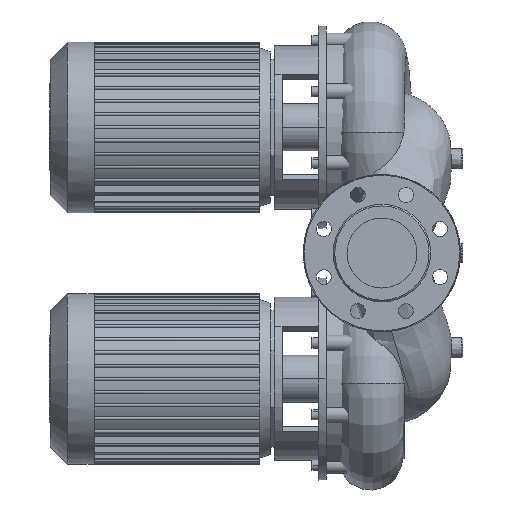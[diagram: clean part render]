
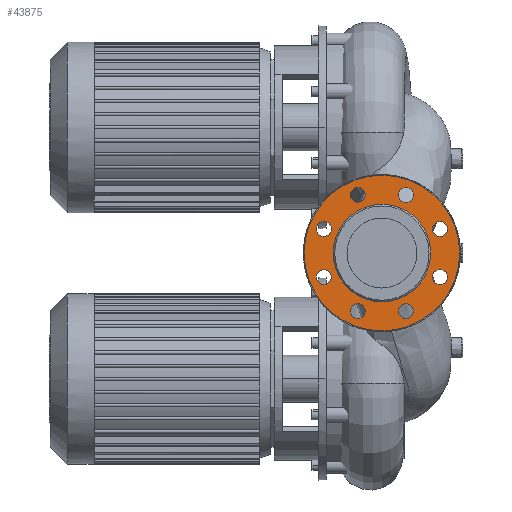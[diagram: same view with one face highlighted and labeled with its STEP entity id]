
A CAD part, left-side view. The second image highlights one B-rep face of the part: STEP entity #43875.
In plain terms, the highlighted free-form (B-spline) face has degree [1, 1] with [2, 2] control points.
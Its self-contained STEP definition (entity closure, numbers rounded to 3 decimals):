
#42806=CARTESIAN_POINT('',(2.,0.,-99.));
#42807=VERTEX_POINT('',#42806);
#42823=CARTESIAN_POINT('',(2.,0.,99.));
#42824=VERTEX_POINT('',#42823);
#42832=CARTESIAN_POINT('',(2.,-99.,0.0));
#42833=VERTEX_POINT('',#42832);
#42834=CARTESIAN_POINT('',(2.,0.,0.0));
#42835=DIRECTION('',(-1.0,0.0,0.0));
#42836=DIRECTION('',(0.0,-1.0,0.0));
#42837=AXIS2_PLACEMENT_3D('',#42834,#42835,#42836);
#42838=CIRCLE('',#42837,99.);
#42839=EDGE_CURVE('',#42833,#42824,#42838,.T.);
#42841=CARTESIAN_POINT('',(2.,0.,0.0));
#42842=DIRECTION('',(-1.0,0.0,0.0));
#42843=DIRECTION('',(0.0,-1.0,0.0));
#42844=AXIS2_PLACEMENT_3D('',#42841,#42842,#42843);
#42845=CIRCLE('',#42844,99.);
#42846=EDGE_CURVE('',#42807,#42833,#42845,.T.);
#42877=CARTESIAN_POINT('',(2.,-62.,0.0));
#42878=VERTEX_POINT('',#42877);
#42887=CARTESIAN_POINT('',(2.,62.,0.));
#42888=VERTEX_POINT('',#42887);
#42889=CARTESIAN_POINT('',(2.,0.,0.0));
#42890=DIRECTION('',(-1.0,0.0,0.0));
#42891=DIRECTION('',(0.0,-1.0,0.0));
#42892=AXIS2_PLACEMENT_3D('',#42889,#42890,#42891);
#42893=CIRCLE('',#42892,62.);
#42894=EDGE_CURVE('',#42878,#42888,#42893,.T.);
#42940=CARTESIAN_POINT('',(2.,-73.91,21.115));
#42941=VERTEX_POINT('',#42940);
#42950=CARTESIAN_POINT('',(2.,-73.91,40.115));
#42951=VERTEX_POINT('',#42950);
#42952=CARTESIAN_POINT('',(2.,-73.91,30.615));
#42953=DIRECTION('',(-1.0,0.0,0.0));
#42954=DIRECTION('',(0.0,0.0,-1.0));
#42955=AXIS2_PLACEMENT_3D('',#42952,#42953,#42954);
#42956=CIRCLE('',#42955,9.5);
#42957=EDGE_CURVE('',#42941,#42951,#42956,.T.);
#43003=CARTESIAN_POINT('',(2.,-37.332,67.193));
#43004=VERTEX_POINT('',#43003);
#43013=CARTESIAN_POINT('',(2.,-23.897,80.628));
#43014=VERTEX_POINT('',#43013);
#43015=CARTESIAN_POINT('',(2.,-30.615,73.91));
#43016=DIRECTION('',(-1.,0.,0.));
#43017=DIRECTION('',(0.,-0.707,-0.707));
#43018=AXIS2_PLACEMENT_3D('',#43015,#43016,#43017);
#43019=CIRCLE('',#43018,9.5);
#43020=EDGE_CURVE('',#43004,#43014,#43019,.T.);
#43066=CARTESIAN_POINT('',(2.,21.115,73.91));
#43067=VERTEX_POINT('',#43066);
#43076=CARTESIAN_POINT('',(2.,40.115,73.91));
#43077=VERTEX_POINT('',#43076);
#43078=CARTESIAN_POINT('',(2.,30.615,73.91));
#43079=DIRECTION('',(-1.0,0.0,0.0));
#43080=DIRECTION('',(0.0,-1.0,0.0));
#43081=AXIS2_PLACEMENT_3D('',#43078,#43079,#43080);
#43082=CIRCLE('',#43081,9.5);
#43083=EDGE_CURVE('',#43067,#43077,#43082,.T.);
#43129=CARTESIAN_POINT('',(2.,67.193,37.332));
#43130=VERTEX_POINT('',#43129);
#43139=CARTESIAN_POINT('',(2.,80.628,23.897));
#43140=VERTEX_POINT('',#43139);
#43141=CARTESIAN_POINT('',(2.,73.91,30.615));
#43142=DIRECTION('',(-1.,0.,0.));
#43143=DIRECTION('',(0.,-0.707,0.707));
#43144=AXIS2_PLACEMENT_3D('',#43141,#43142,#43143);
#43145=CIRCLE('',#43144,9.5);
#43146=EDGE_CURVE('',#43130,#43140,#43145,.T.);
#43192=CARTESIAN_POINT('',(2.,73.91,-21.115));
#43193=VERTEX_POINT('',#43192);
#43202=CARTESIAN_POINT('',(2.,73.91,-40.115));
#43203=VERTEX_POINT('',#43202);
#43204=CARTESIAN_POINT('',(2.,73.91,-30.615));
#43205=DIRECTION('',(-1.0,0.0,0.0));
#43206=DIRECTION('',(0.0,0.0,1.0));
#43207=AXIS2_PLACEMENT_3D('',#43204,#43205,#43206);
#43208=CIRCLE('',#43207,9.5);
#43209=EDGE_CURVE('',#43193,#43203,#43208,.T.);
#43255=CARTESIAN_POINT('',(2.,37.332,-67.193));
#43256=VERTEX_POINT('',#43255);
#43265=CARTESIAN_POINT('',(2.,23.897,-80.628));
#43266=VERTEX_POINT('',#43265);
#43267=CARTESIAN_POINT('',(2.,30.615,-73.91));
#43268=DIRECTION('',(-1.0,0.,0.));
#43269=DIRECTION('',(0.,0.707,0.707));
#43270=AXIS2_PLACEMENT_3D('',#43267,#43268,#43269);
#43271=CIRCLE('',#43270,9.5);
#43272=EDGE_CURVE('',#43256,#43266,#43271,.T.);
#43318=CARTESIAN_POINT('',(2.,-21.115,-73.91));
#43319=VERTEX_POINT('',#43318);
#43328=CARTESIAN_POINT('',(2.,-40.115,-73.91));
#43329=VERTEX_POINT('',#43328);
#43330=CARTESIAN_POINT('',(2.,-30.615,-73.91));
#43331=DIRECTION('',(-1.0,0.0,0.0));
#43332=DIRECTION('',(0.0,1.0,0.0));
#43333=AXIS2_PLACEMENT_3D('',#43330,#43331,#43332);
#43334=CIRCLE('',#43333,9.5);
#43335=EDGE_CURVE('',#43319,#43329,#43334,.T.);
#43381=CARTESIAN_POINT('',(2.,-67.193,-37.332));
#43382=VERTEX_POINT('',#43381);
#43391=CARTESIAN_POINT('',(2.,-80.628,-23.897));
#43392=VERTEX_POINT('',#43391);
#43393=CARTESIAN_POINT('',(2.,-73.91,-30.615));
#43394=DIRECTION('',(-1.0,0.,0.));
#43395=DIRECTION('',(0.,0.707,-0.707));
#43396=AXIS2_PLACEMENT_3D('',#43393,#43394,#43395);
#43397=CIRCLE('',#43396,9.5);
#43398=EDGE_CURVE('',#43382,#43392,#43397,.T.);
#43453=CARTESIAN_POINT('',(2.,-73.91,-30.615));
#43454=DIRECTION('',(-1.0,0.,0.));
#43455=DIRECTION('',(0.,0.707,-0.707));
#43456=AXIS2_PLACEMENT_3D('',#43453,#43454,#43455);
#43457=CIRCLE('',#43456,9.5);
#43458=EDGE_CURVE('',#43392,#43382,#43457,.T.);
#43498=CARTESIAN_POINT('',(2.,-30.615,-73.91));
#43499=DIRECTION('',(-1.0,0.0,0.0));
#43500=DIRECTION('',(0.0,1.0,0.0));
#43501=AXIS2_PLACEMENT_3D('',#43498,#43499,#43500);
#43502=CIRCLE('',#43501,9.5);
#43503=EDGE_CURVE('',#43329,#43319,#43502,.T.);
#43543=CARTESIAN_POINT('',(2.,30.615,-73.91));
#43544=DIRECTION('',(-1.0,0.,0.));
#43545=DIRECTION('',(0.,0.707,0.707));
#43546=AXIS2_PLACEMENT_3D('',#43543,#43544,#43545);
#43547=CIRCLE('',#43546,9.5);
#43548=EDGE_CURVE('',#43266,#43256,#43547,.T.);
#43588=CARTESIAN_POINT('',(2.,73.91,-30.615));
#43589=DIRECTION('',(-1.0,0.0,0.0));
#43590=DIRECTION('',(0.0,0.0,1.0));
#43591=AXIS2_PLACEMENT_3D('',#43588,#43589,#43590);
#43592=CIRCLE('',#43591,9.5);
#43593=EDGE_CURVE('',#43203,#43193,#43592,.T.);
#43633=CARTESIAN_POINT('',(2.,73.91,30.615));
#43634=DIRECTION('',(-1.,0.,0.));
#43635=DIRECTION('',(0.,-0.707,0.707));
#43636=AXIS2_PLACEMENT_3D('',#43633,#43634,#43635);
#43637=CIRCLE('',#43636,9.5);
#43638=EDGE_CURVE('',#43140,#43130,#43637,.T.);
#43678=CARTESIAN_POINT('',(2.,30.615,73.91));
#43679=DIRECTION('',(-1.0,0.0,0.0));
#43680=DIRECTION('',(0.0,-1.0,0.0));
#43681=AXIS2_PLACEMENT_3D('',#43678,#43679,#43680);
#43682=CIRCLE('',#43681,9.5);
#43683=EDGE_CURVE('',#43077,#43067,#43682,.T.);
#43723=CARTESIAN_POINT('',(2.,-30.615,73.91));
#43724=DIRECTION('',(-1.,0.,0.));
#43725=DIRECTION('',(0.,-0.707,-0.707));
#43726=AXIS2_PLACEMENT_3D('',#43723,#43724,#43725);
#43727=CIRCLE('',#43726,9.5);
#43728=EDGE_CURVE('',#43014,#43004,#43727,.T.);
#43768=CARTESIAN_POINT('',(2.,-73.91,30.615));
#43769=DIRECTION('',(-1.0,0.0,0.0));
#43770=DIRECTION('',(0.0,0.0,-1.0));
#43771=AXIS2_PLACEMENT_3D('',#43768,#43769,#43770);
#43772=CIRCLE('',#43771,9.5);
#43773=EDGE_CURVE('',#42951,#42941,#43772,.T.);
#43813=CARTESIAN_POINT('',(2.,0.,0.0));
#43814=DIRECTION('',(-1.0,0.0,0.0));
#43815=DIRECTION('',(0.0,-1.0,0.0));
#43816=AXIS2_PLACEMENT_3D('',#43813,#43814,#43815);
#43817=CIRCLE('',#43816,62.);
#43818=EDGE_CURVE('',#42888,#42878,#43817,.T.);
#43823=CARTESIAN_POINT('',(2.,-99.,-99.));
#43824=CARTESIAN_POINT('',(2.,-99.,99.));
#43825=CARTESIAN_POINT('',(2.,99.,-99.));
#43826=CARTESIAN_POINT('',(2.,99.,99.));
#43827=B_SPLINE_SURFACE_WITH_KNOTS('',1,1,((#43823,#43825),(#43824,#43826)),.UNSPECIFIED.,.F.,.F.,.U.,(2,2),(2,2),(0.0,198.),(0.0,198.),.UNSPECIFIED.);
#43828=ORIENTED_EDGE('',*,*,#42839,.T.);
#43829=CARTESIAN_POINT('',(2.,0.,0.0));
#43830=DIRECTION('',(-1.0,0.0,0.0));
#43831=DIRECTION('',(0.0,-1.0,0.0));
#43832=AXIS2_PLACEMENT_3D('',#43829,#43830,#43831);
#43833=CIRCLE('',#43832,99.);
#43834=EDGE_CURVE('',#42824,#42807,#43833,.T.);
#43835=ORIENTED_EDGE('',*,*,#43834,.T.);
#43836=ORIENTED_EDGE('',*,*,#42846,.T.);
#43837=EDGE_LOOP('',(#43828,#43835,#43836));
#43838=FACE_OUTER_BOUND('',#43837,.T.);
#43839=ORIENTED_EDGE('',*,*,#43458,.F.);
#43840=ORIENTED_EDGE('',*,*,#43398,.F.);
#43841=EDGE_LOOP('',(#43839,#43840));
#43842=FACE_BOUND('',#43841,.T.);
#43843=ORIENTED_EDGE('',*,*,#43503,.F.);
#43844=ORIENTED_EDGE('',*,*,#43335,.F.);
#43845=EDGE_LOOP('',(#43843,#43844));
#43846=FACE_BOUND('',#43845,.T.);
#43847=ORIENTED_EDGE('',*,*,#43548,.F.);
#43848=ORIENTED_EDGE('',*,*,#43272,.F.);
#43849=EDGE_LOOP('',(#43847,#43848));
#43850=FACE_BOUND('',#43849,.T.);
#43851=ORIENTED_EDGE('',*,*,#43593,.F.);
#43852=ORIENTED_EDGE('',*,*,#43209,.F.);
#43853=EDGE_LOOP('',(#43851,#43852));
#43854=FACE_BOUND('',#43853,.T.);
#43855=ORIENTED_EDGE('',*,*,#43638,.F.);
#43856=ORIENTED_EDGE('',*,*,#43146,.F.);
#43857=EDGE_LOOP('',(#43855,#43856));
#43858=FACE_BOUND('',#43857,.T.);
#43859=ORIENTED_EDGE('',*,*,#43683,.F.);
#43860=ORIENTED_EDGE('',*,*,#43083,.F.);
#43861=EDGE_LOOP('',(#43859,#43860));
#43862=FACE_BOUND('',#43861,.T.);
#43863=ORIENTED_EDGE('',*,*,#43728,.F.);
#43864=ORIENTED_EDGE('',*,*,#43020,.F.);
#43865=EDGE_LOOP('',(#43863,#43864));
#43866=FACE_BOUND('',#43865,.T.);
#43867=ORIENTED_EDGE('',*,*,#43773,.F.);
#43868=ORIENTED_EDGE('',*,*,#42957,.F.);
#43869=EDGE_LOOP('',(#43867,#43868));
#43870=FACE_BOUND('',#43869,.T.);
#43871=ORIENTED_EDGE('',*,*,#42894,.F.);
#43872=ORIENTED_EDGE('',*,*,#43818,.F.);
#43873=EDGE_LOOP('',(#43871,#43872));
#43874=FACE_BOUND('',#43873,.T.);
#43875=ADVANCED_FACE('',(#43838,#43842,#43846,#43850,#43854,#43858,#43862,#43866,#43870,#43874),#43827,.T.);
